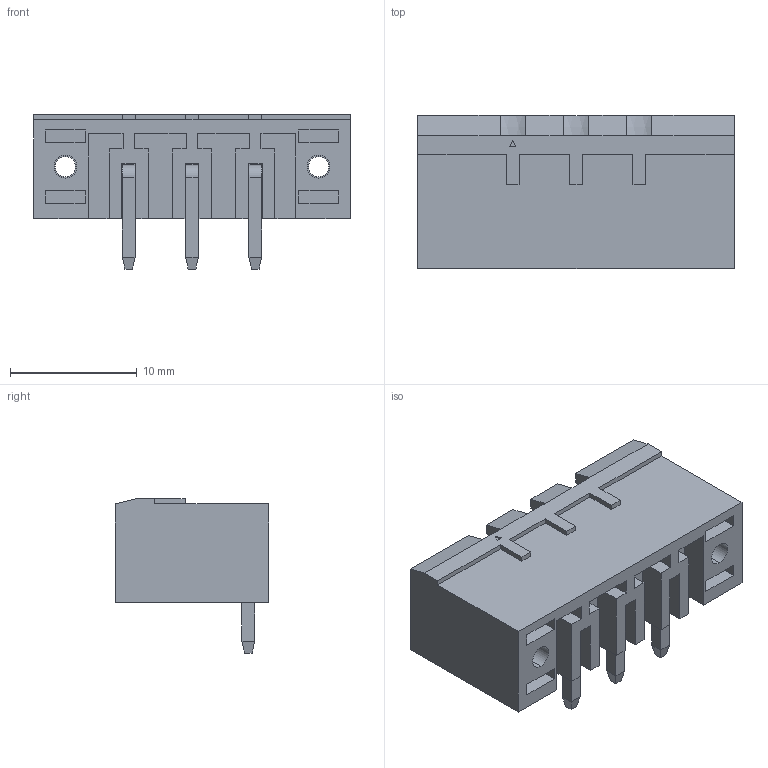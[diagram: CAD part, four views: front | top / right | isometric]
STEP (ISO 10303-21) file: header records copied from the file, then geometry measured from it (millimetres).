
FILE_DESCRIPTION (( 'STEP AP214' ), '1' );
FILE_NAME ('2EDGRM-5.0-03P-14-00AH.STEP', '2021-03-07T13:32:07', ( '' ), ( '' ), 'SwSTEP 2.0', 'SolidWorks 2020', '' );
FILE_SCHEMA (( 'AUTOMOTIVE_DESIGN' ));
Length unit declared in the file: millimetre
Products named in the file (1): 2EDGRM-5.0-03P-14-00AH
Bounding box: 25 x 12.1 x 12.2 mm (x, y, z)
Volume: 1387.9 mm3; surface area: 2328.3 mm2
Topology: 1 solids, 1 shells, 643 faces, 1747 edges, 1144 vertices
Faces by surface type: plane 466, bspline 143, cylinder 21, cone 13
Entity records: 31797 total; most frequent: CARTESIAN_POINT 11948, ORIENTED_EDGE 3494, DIRECTION 2504, EDGE_CURVE 1747, LINE 1272, VECTOR 1272, VERTEX_POINT 1144, EDGE_LOOP 685
